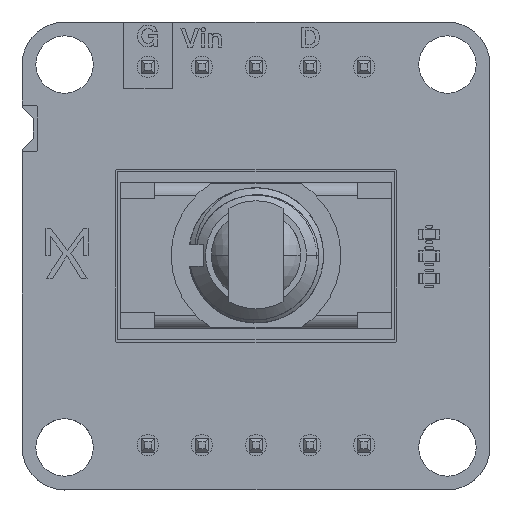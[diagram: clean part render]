
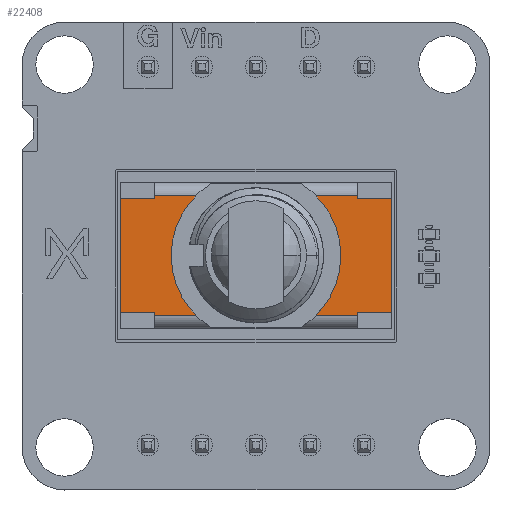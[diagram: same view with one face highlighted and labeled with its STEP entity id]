
A CAD part, top view. The second image highlights one B-rep face of the part: STEP entity #22408.
In plain terms, the highlighted face is planar.
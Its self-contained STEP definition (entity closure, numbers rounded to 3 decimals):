
#22408 = ADVANCED_FACE('',(#22409),#22507,.T.);
#22409 = FACE_BOUND('',#22410,.T.);
#22410 = EDGE_LOOP('',(#22411,#22421,#22429,#22437,#22445,#22453,#22461,
    #22469,#22477,#22485,#22493,#22501));
#22411 = ORIENTED_EDGE('',*,*,#22412,.T.);
#22412 = EDGE_CURVE('',#22413,#22415,#22417,.T.);
#22413 = VERTEX_POINT('',#22414);
#22414 = CARTESIAN_POINT('',(4.75,10.39,-2.67));
#22415 = VERTEX_POINT('',#22416);
#22416 = CARTESIAN_POINT('',(4.75,10.39,-2.82));
#22417 = LINE('',#22418,#22419);
#22418 = CARTESIAN_POINT('',(4.75,10.39,-2.67));
#22419 = VECTOR('',#22420,1.);
#22420 = DIRECTION('',(0.,0.,-1.));
#22421 = ORIENTED_EDGE('',*,*,#22422,.T.);
#22422 = EDGE_CURVE('',#22415,#22423,#22425,.T.);
#22423 = VERTEX_POINT('',#22424);
#22424 = CARTESIAN_POINT('',(-4.75,10.39,-2.82));
#22425 = LINE('',#22426,#22427);
#22426 = CARTESIAN_POINT('',(4.75,10.39,-2.82));
#22427 = VECTOR('',#22428,1.);
#22428 = DIRECTION('',(-1.,0.,0.));
#22429 = ORIENTED_EDGE('',*,*,#22430,.T.);
#22430 = EDGE_CURVE('',#22423,#22431,#22433,.T.);
#22431 = VERTEX_POINT('',#22432);
#22432 = CARTESIAN_POINT('',(-4.75,10.39,-2.67));
#22433 = LINE('',#22434,#22435);
#22434 = CARTESIAN_POINT('',(-4.75,10.39,-2.67));
#22435 = VECTOR('',#22436,1.);
#22436 = DIRECTION('',(-0.,-0.,1.));
#22437 = ORIENTED_EDGE('',*,*,#22438,.T.);
#22438 = EDGE_CURVE('',#22431,#22439,#22441,.T.);
#22439 = VERTEX_POINT('',#22440);
#22440 = CARTESIAN_POINT('',(-6.35,10.39,-2.67));
#22441 = LINE('',#22442,#22443);
#22442 = CARTESIAN_POINT('',(-6.35,10.39,-2.67));
#22443 = VECTOR('',#22444,1.);
#22444 = DIRECTION('',(-1.,-0.,0.));
#22445 = ORIENTED_EDGE('',*,*,#22446,.T.);
#22446 = EDGE_CURVE('',#22439,#22447,#22449,.T.);
#22447 = VERTEX_POINT('',#22448);
#22448 = CARTESIAN_POINT('',(-6.35,10.39,2.67));
#22449 = LINE('',#22450,#22451);
#22450 = CARTESIAN_POINT('',(-6.35,10.39,2.67));
#22451 = VECTOR('',#22452,1.);
#22452 = DIRECTION('',(-0.,-0.,1.));
#22453 = ORIENTED_EDGE('',*,*,#22454,.T.);
#22454 = EDGE_CURVE('',#22447,#22455,#22457,.T.);
#22455 = VERTEX_POINT('',#22456);
#22456 = CARTESIAN_POINT('',(-4.75,10.39,2.67));
#22457 = LINE('',#22458,#22459);
#22458 = CARTESIAN_POINT('',(-6.35,10.39,2.67));
#22459 = VECTOR('',#22460,1.);
#22460 = DIRECTION('',(1.,0.,0.));
#22461 = ORIENTED_EDGE('',*,*,#22462,.T.);
#22462 = EDGE_CURVE('',#22455,#22463,#22465,.T.);
#22463 = VERTEX_POINT('',#22464);
#22464 = CARTESIAN_POINT('',(-4.75,10.39,2.82));
#22465 = LINE('',#22466,#22467);
#22466 = CARTESIAN_POINT('',(-4.75,10.39,3.43));
#22467 = VECTOR('',#22468,1.);
#22468 = DIRECTION('',(-0.,-0.,1.));
#22469 = ORIENTED_EDGE('',*,*,#22470,.T.);
#22470 = EDGE_CURVE('',#22463,#22471,#22473,.T.);
#22471 = VERTEX_POINT('',#22472);
#22472 = CARTESIAN_POINT('',(4.75,10.39,2.82));
#22473 = LINE('',#22474,#22475);
#22474 = CARTESIAN_POINT('',(-4.75,10.39,2.82));
#22475 = VECTOR('',#22476,1.);
#22476 = DIRECTION('',(1.,0.,0.));
#22477 = ORIENTED_EDGE('',*,*,#22478,.T.);
#22478 = EDGE_CURVE('',#22471,#22479,#22481,.T.);
#22479 = VERTEX_POINT('',#22480);
#22480 = CARTESIAN_POINT('',(4.75,10.39,2.67));
#22481 = LINE('',#22482,#22483);
#22482 = CARTESIAN_POINT('',(4.75,10.39,3.43));
#22483 = VECTOR('',#22484,1.);
#22484 = DIRECTION('',(0.,0.,-1.));
#22485 = ORIENTED_EDGE('',*,*,#22486,.T.);
#22486 = EDGE_CURVE('',#22479,#22487,#22489,.T.);
#22487 = VERTEX_POINT('',#22488);
#22488 = CARTESIAN_POINT('',(6.35,10.39,2.67));
#22489 = LINE('',#22490,#22491);
#22490 = CARTESIAN_POINT('',(4.75,10.39,2.67));
#22491 = VECTOR('',#22492,1.);
#22492 = DIRECTION('',(1.,0.,0.));
#22493 = ORIENTED_EDGE('',*,*,#22494,.T.);
#22494 = EDGE_CURVE('',#22487,#22495,#22497,.T.);
#22495 = VERTEX_POINT('',#22496);
#22496 = CARTESIAN_POINT('',(6.35,10.39,-2.67));
#22497 = LINE('',#22498,#22499);
#22498 = CARTESIAN_POINT('',(6.35,10.39,2.67));
#22499 = VECTOR('',#22500,1.);
#22500 = DIRECTION('',(0.,0.,-1.));
#22501 = ORIENTED_EDGE('',*,*,#22502,.T.);
#22502 = EDGE_CURVE('',#22495,#22413,#22503,.T.);
#22503 = LINE('',#22504,#22505);
#22504 = CARTESIAN_POINT('',(4.75,10.39,-2.67));
#22505 = VECTOR('',#22506,1.);
#22506 = DIRECTION('',(-1.,-0.,0.));
#22507 = PLANE('',#22508);
#22508 = AXIS2_PLACEMENT_3D('',#22509,#22510,#22511);
#22509 = CARTESIAN_POINT('',(0.,10.39,0.));
#22510 = DIRECTION('',(0.,1.,0.));
#22511 = DIRECTION('',(0.,-0.,1.));
